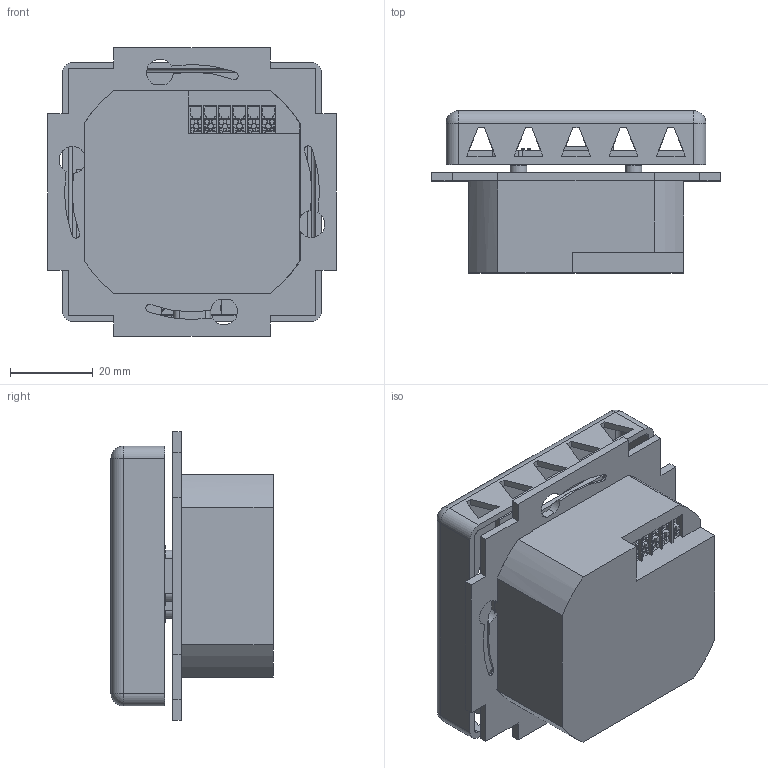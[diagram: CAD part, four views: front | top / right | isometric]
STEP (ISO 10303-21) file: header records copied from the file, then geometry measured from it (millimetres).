
FILE_DESCRIPTION(/* description */ (''),/* implementation_level */ '2;1');
FILE_NAME(/* name */ 'UPgehaeuse v25.step',/* time_stamp */ '2025-03-27T12:15:06+01:00',/* author */ (''),/* organization */ (''),/* preprocessor_version */ 'ST-DEVELOPER v20.1',/* originating_system */ 'Autodesk Translation Framework v14.4.0.0',/* authorisation */ '');
FILE_SCHEMA (('AUTOMOTIVE_DESIGN { 1 0 10303 214 3 1 1 }'));
Products named in the file (31): UPgehaeuse; raumtemp_relay 1; SOT-563; L_0805_2012Metric; TBLH10V-350-06BK; RAC02-3.3SGA; RAC02-GA_bottom_plate; RAC02-GA_PCB; RAC02-GA_pin4(+Vout); RAC02-GA_pin3(-Vout); RAC02-GA_pin1(VAC_in_L); RAC02-GA_pin2(VACin_N); RAC02-GA_case; raumtemp_relay_PCB; D_MiniMELF; magnetConn v1; C_0603_1608Metric; C_1206_3216Metric; SOT-23-3; R_0603_1608Metric; G5RL_1A_E_HR; raumtemp_front 1; C_0805_2012Metric; ESP32-C3_SUPERMINI_SMD; Board c3mini; USB C; components (other)^ESP32-C3 SuperMini; C_1206_3216Metric_1; raumtemp_front_PCB; magnetConn v1_1; R_0603_1608Metric_1
Assembly tree (51 placements, depth 4):
  UPgehaeuse
    raumtemp_relay 1
      R_0603_1608Metric  x8
      C_1206_3216Metric  x7
      SOT-23-3  x2
      SOT-563
      C_0603_1608Metric  x3
      L_0805_2012Metric
      D_MiniMELF  x2
      magnetConn v1  x2
      G5RL_1A_E_HR  x2
      TBLH10V-350-06BK
      RAC02-3.3SGA
        RAC02-GA_bottom_plate
        RAC02-GA_PCB
        RAC02-GA_pin4(+Vout)
        RAC02-GA_pin3(-Vout)
        RAC02-GA_pin1(VAC_in_L)
        RAC02-GA_pin2(VACin_N)
        RAC02-GA_case
      raumtemp_relay_PCB
    raumtemp_front 1
      C_0805_2012Metric
      ESP32-C3_SUPERMINI_SMD
        Board c3mini
        USB C
        components (other)^ESP32-C3 SuperMini
      magnetConn v1_1  x2
      C_1206_3216Metric_1
      R_0603_1608Metric_1  x2
      raumtemp_front_PCB
Bounding box: 70 x 39.3 x 70 mm (x, y, z)
Volume: 48497.2 mm3; surface area: 60174.6 mm2
Topology: 90 solids, 90 shells, 3405 faces, 9178 edges, 6021 vertices
Faces by surface type: plane 2467, cylinder 859, bspline 36, cone 35, torus 4, sphere 4
Full cylindrical faces by diameter (mm): 0.25 x1, 0.426 x2, 0.457 x4, 0.7 x16, 0.8 x14, 1 x22, 1.2 x28, 1.295 x13, 1.3 x6, 1.35 x4, 1.4 x11, 1.5 x4, 1.7 x2, 2.5 x3, 4.1 x2
Entity records: 90936 total; most frequent: CARTESIAN_POINT 16977, ORIENTED_EDGE 15174, DIRECTION 14727, EDGE_CURVE 7587, LINE 5903, VECTOR 5903, VERTEX_POINT 4982, AXIS2_PLACEMENT_3D 4412
